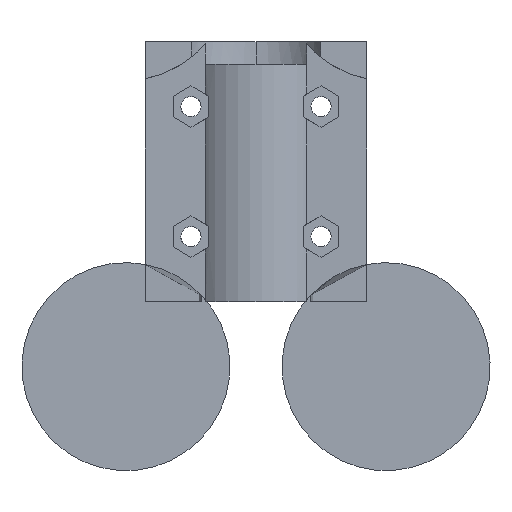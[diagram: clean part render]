
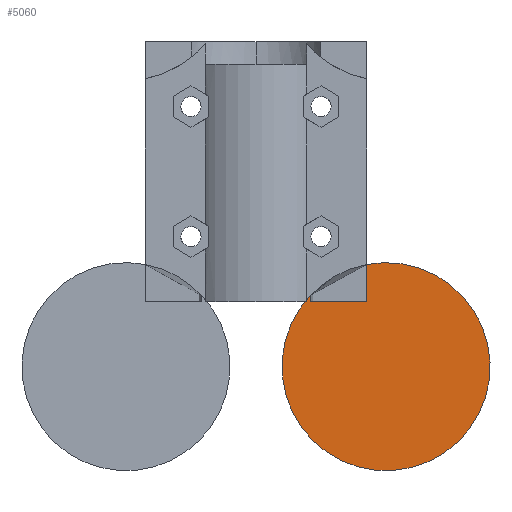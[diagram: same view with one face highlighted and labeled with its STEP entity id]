
A CAD part, front view. The second image highlights one B-rep face of the part: STEP entity #5060.
In plain terms, the highlighted face is planar.
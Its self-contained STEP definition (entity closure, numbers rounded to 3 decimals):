
#394 = PLANE('',#395);
#395 = AXIS2_PLACEMENT_3D('',#396,#397,#398);
#396 = CARTESIAN_POINT('',(0.,0.746,-20.));
#397 = DIRECTION('',(0.,0.,1.));
#398 = DIRECTION('',(0.,1.,0.));
#1462 = CYLINDRICAL_SURFACE('',#1463,16.);
#1463 = AXIS2_PLACEMENT_3D('',#1464,#1465,#1466);
#1464 = CARTESIAN_POINT('',(20.,-8.05,-30.));
#1465 = DIRECTION('',(0.,1.,0.));
#1466 = DIRECTION('',(1.,0.,0.));
#1775 = VERTEX_POINT('',#1776);
#1776 = CARTESIAN_POINT('',(8.381,5.2,-20.));
#1790 = PLANE('',#1791);
#1791 = AXIS2_PLACEMENT_3D('',#1792,#1793,#1794);
#1792 = CARTESIAN_POINT('',(7.902,3.411,-20.));
#1793 = DIRECTION('',(-0.966,0.259,0.));
#1794 = DIRECTION('',(0.259,0.966,0.));
#1802 = EDGE_CURVE('',#1803,#1775,#1805,.T.);
#1803 = VERTEX_POINT('',#1804);
#1804 = CARTESIAN_POINT('',(17.,5.2,-20.));
#1805 = SURFACE_CURVE('',#1806,(#1810,#1816),.PCURVE_S1.);
#1806 = LINE('',#1807,#1808);
#1807 = CARTESIAN_POINT('',(10.,5.2,-20.));
#1808 = VECTOR('',#1809,1.);
#1809 = DIRECTION('',(-1.,-0.,0.));
#1810 = PCURVE('',#394,#1811);
#1811 = DEFINITIONAL_REPRESENTATION('',(#1812),#1815);
#1812 = B_SPLINE_CURVE_WITH_KNOTS('',1,(#1813,#1814),.UNSPECIFIED.,.F.,
  .F.,(2,2),(-10.4,9.2),.PIECEWISE_BEZIER_KNOTS.);
#1813 = CARTESIAN_POINT('',(4.454,-20.4));
#1814 = CARTESIAN_POINT('',(4.454,-0.8));
#1815 = ( GEOMETRIC_REPRESENTATION_CONTEXT(2) 
PARAMETRIC_REPRESENTATION_CONTEXT() REPRESENTATION_CONTEXT('2D SPACE',''
  ) );
#1816 = PCURVE('',#1817,#1822);
#1817 = PLANE('',#1818);
#1818 = AXIS2_PLACEMENT_3D('',#1819,#1820,#1821);
#1819 = CARTESIAN_POINT('',(20.,5.2,-30.));
#1820 = DIRECTION('',(0.,1.,0.));
#1821 = DIRECTION('',(1.,0.,0.));
#1822 = DEFINITIONAL_REPRESENTATION('',(#1823),#1826);
#1823 = B_SPLINE_CURVE_WITH_KNOTS('',1,(#1824,#1825),.UNSPECIFIED.,.F.,
  .F.,(2,2),(-10.4,9.2),.PIECEWISE_BEZIER_KNOTS.);
#1824 = CARTESIAN_POINT('',(0.4,-10.));
#1825 = CARTESIAN_POINT('',(-19.2,-10.));
#1826 = ( GEOMETRIC_REPRESENTATION_CONTEXT(2) 
PARAMETRIC_REPRESENTATION_CONTEXT() REPRESENTATION_CONTEXT('2D SPACE',''
  ) );
#1844 = PLANE('',#1845);
#1845 = AXIS2_PLACEMENT_3D('',#1846,#1847,#1848);
#1846 = CARTESIAN_POINT('',(17.,11.2,-20.));
#1847 = DIRECTION('',(1.,0.,0.));
#1848 = DIRECTION('',(0.,-1.,0.));
#5022 = VERTEX_POINT('',#5023);
#5023 = CARTESIAN_POINT('',(17.,5.2,-14.284));
#5042 = EDGE_CURVE('',#1803,#5022,#5043,.T.);
#5043 = SURFACE_CURVE('',#5044,(#5048,#5054),.PCURVE_S1.);
#5044 = LINE('',#5045,#5046);
#5045 = CARTESIAN_POINT('',(17.,5.2,-25.));
#5046 = VECTOR('',#5047,1.);
#5047 = DIRECTION('',(0.,0.,1.));
#5048 = PCURVE('',#1844,#5049);
#5049 = DEFINITIONAL_REPRESENTATION('',(#5050),#5053);
#5050 = B_SPLINE_CURVE_WITH_KNOTS('',1,(#5051,#5052),.UNSPECIFIED.,.F.,
  .F.,(2,2),(1.,14.2),.PIECEWISE_BEZIER_KNOTS.);
#5051 = CARTESIAN_POINT('',(6.,4.));
#5052 = CARTESIAN_POINT('',(6.,-9.2));
#5053 = ( GEOMETRIC_REPRESENTATION_CONTEXT(2) 
PARAMETRIC_REPRESENTATION_CONTEXT() REPRESENTATION_CONTEXT('2D SPACE',''
  ) );
#5054 = PCURVE('',#1817,#5055);
#5055 = DEFINITIONAL_REPRESENTATION('',(#5056),#5059);
#5056 = B_SPLINE_CURVE_WITH_KNOTS('',1,(#5057,#5058),.UNSPECIFIED.,.F.,
  .F.,(2,2),(1.,14.2),.PIECEWISE_BEZIER_KNOTS.);
#5057 = CARTESIAN_POINT('',(-3.,-6.));
#5058 = CARTESIAN_POINT('',(-3.,-19.2));
#5059 = ( GEOMETRIC_REPRESENTATION_CONTEXT(2) 
PARAMETRIC_REPRESENTATION_CONTEXT() REPRESENTATION_CONTEXT('2D SPACE',''
  ) );
#5060 = ADVANCED_FACE('',(#5061),#1817,.F.);
#5061 = FACE_BOUND('',#5062,.F.);
#5062 = EDGE_LOOP('',(#5063,#5084,#5106,#5107));
#5063 = ORIENTED_EDGE('',*,*,#5064,.F.);
#5064 = EDGE_CURVE('',#5065,#1775,#5067,.T.);
#5065 = VERTEX_POINT('',#5066);
#5066 = CARTESIAN_POINT('',(8.381,5.2,-19.));
#5067 = SURFACE_CURVE('',#5068,(#5072,#5078),.PCURVE_S1.);
#5068 = LINE('',#5069,#5070);
#5069 = CARTESIAN_POINT('',(8.381,5.2,-25.));
#5070 = VECTOR('',#5071,1.);
#5071 = DIRECTION('',(0.,0.,-1.));
#5072 = PCURVE('',#1817,#5073);
#5073 = DEFINITIONAL_REPRESENTATION('',(#5074),#5077);
#5074 = B_SPLINE_CURVE_WITH_KNOTS('',1,(#5075,#5076),.UNSPECIFIED.,.F.,
  .F.,(2,2),(-11.6,-4.4),.PIECEWISE_BEZIER_KNOTS.);
#5075 = CARTESIAN_POINT('',(-11.619,-16.6));
#5076 = CARTESIAN_POINT('',(-11.619,-9.4));
#5077 = ( GEOMETRIC_REPRESENTATION_CONTEXT(2) 
PARAMETRIC_REPRESENTATION_CONTEXT() REPRESENTATION_CONTEXT('2D SPACE',''
  ) );
#5078 = PCURVE('',#1790,#5079);
#5079 = DEFINITIONAL_REPRESENTATION('',(#5080),#5083);
#5080 = B_SPLINE_CURVE_WITH_KNOTS('',1,(#5081,#5082),.UNSPECIFIED.,.F.,
  .F.,(2,2),(-11.6,-4.4),.PIECEWISE_BEZIER_KNOTS.);
#5081 = CARTESIAN_POINT('',(1.852,-6.6));
#5082 = CARTESIAN_POINT('',(1.852,0.6));
#5083 = ( GEOMETRIC_REPRESENTATION_CONTEXT(2) 
PARAMETRIC_REPRESENTATION_CONTEXT() REPRESENTATION_CONTEXT('2D SPACE',''
  ) );
#5084 = ORIENTED_EDGE('',*,*,#5085,.T.);
#5085 = EDGE_CURVE('',#5022,#5065,#5086,.T.);
#5086 = SURFACE_CURVE('',#5087,(#5092,#5099),.PCURVE_S1.);
#5087 = CIRCLE('',#5088,16.);
#5088 = AXIS2_PLACEMENT_3D('',#5089,#5090,#5091);
#5089 = CARTESIAN_POINT('',(20.,5.2,-30.));
#5090 = DIRECTION('',(-0.,1.,0.));
#5091 = DIRECTION('',(1.,0.,0.));
#5092 = PCURVE('',#1817,#5093);
#5093 = DEFINITIONAL_REPRESENTATION('',(#5094),#5098);
#5094 = CIRCLE('',#5095,16.);
#5095 = AXIS2_PLACEMENT_2D('',#5096,#5097);
#5096 = CARTESIAN_POINT('',(0.,0.));
#5097 = DIRECTION('',(1.,0.));
#5098 = ( GEOMETRIC_REPRESENTATION_CONTEXT(2) 
PARAMETRIC_REPRESENTATION_CONTEXT() REPRESENTATION_CONTEXT('2D SPACE',''
  ) );
#5099 = PCURVE('',#1462,#5100);
#5100 = DEFINITIONAL_REPRESENTATION('',(#5101),#5105);
#5101 = LINE('',#5102,#5103);
#5102 = CARTESIAN_POINT('',(0.,13.25));
#5103 = VECTOR('',#5104,1.);
#5104 = DIRECTION('',(1.,0.));
#5105 = ( GEOMETRIC_REPRESENTATION_CONTEXT(2) 
PARAMETRIC_REPRESENTATION_CONTEXT() REPRESENTATION_CONTEXT('2D SPACE',''
  ) );
#5106 = ORIENTED_EDGE('',*,*,#5042,.F.);
#5107 = ORIENTED_EDGE('',*,*,#1802,.T.);
